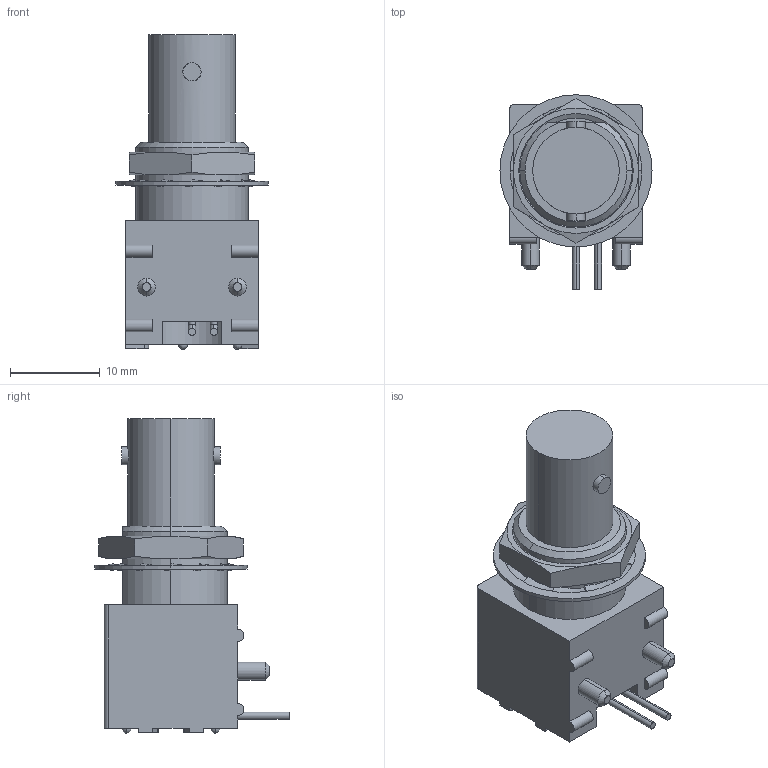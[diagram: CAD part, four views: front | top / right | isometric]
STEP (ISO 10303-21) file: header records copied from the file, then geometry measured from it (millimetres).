
FILE_DESCRIPTION (( 'STEP AP214' ), '1' );
FILE_NAME ('J01001A0038.STEP', '2012-10-09T13:27:29', ( 'markiewicz' ), ( '' ), 'SwSTEP 2.0', 'SolidWorks 2012', '' );
FILE_SCHEMA (( 'AUTOMOTIVE_DESIGN' ));
Length unit declared in the file: millimetre
Products named in the file (1): J01001A0038
Bounding box: 17 x 21.7 x 35.15 mm (x, y, z)
Volume: 4964.7 mm3; surface area: 2760.4 mm2
Topology: 3 solids, 3 shells, 194 faces, 487 edges, 310 vertices
Faces by surface type: plane 73, cylinder 54, bspline 36, cone 23, torus 4, sphere 4
Entity records: 8470 total; most frequent: CARTESIAN_POINT 1818, ORIENTED_EDGE 958, DIRECTION 858, EDGE_CURVE 479, VERTEX_POINT 306, AXIS2_PLACEMENT_3D 298, LINE 262, VECTOR 262
